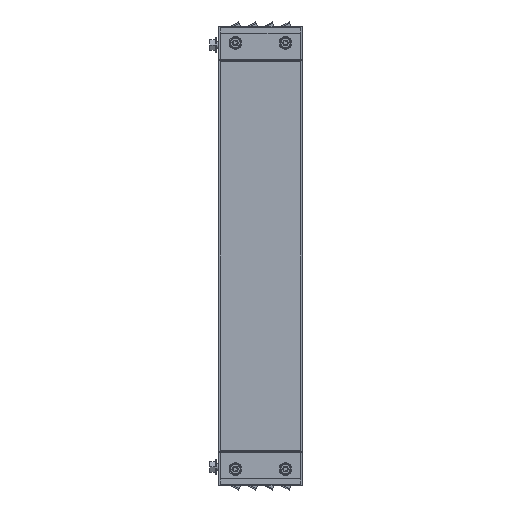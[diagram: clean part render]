
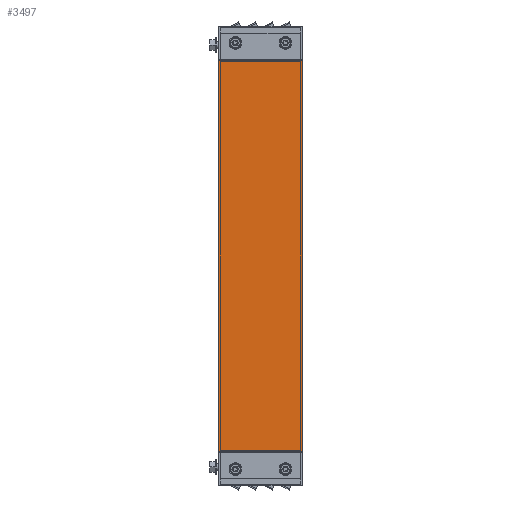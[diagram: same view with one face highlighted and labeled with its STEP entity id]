
A CAD part, left-side view. The second image highlights one B-rep face of the part: STEP entity #3497.
In plain terms, the highlighted planar face has unit normal (-1, 0, 0).
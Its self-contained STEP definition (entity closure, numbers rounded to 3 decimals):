
#167 = CARTESIAN_POINT ( 'NONE',  ( 0., -100., 534.6 ) ) ;
#831 = AXIS2_PLACEMENT_3D ( 'NONE', #13934, #10375, #2575 ) ;
#929 = CARTESIAN_POINT ( 'NONE',  ( 0., -100., 65.4 ) ) ;
#1390 = LINE ( 'NONE', #10535, #9110 ) ;
#1401 = EDGE_CURVE ( 'NONE', #3987, #2018, #12135, .T. ) ;
#2018 = VERTEX_POINT ( 'NONE', #167 ) ;
#2259 = CARTESIAN_POINT ( 'NONE',  ( 0., 0., 65.4 ) ) ;
#2575 = DIRECTION ( 'NONE',  ( 0., 0., 1. ) ) ;
#2721 = VECTOR ( 'NONE', #7505, 1000. ) ;
#2937 = EDGE_CURVE ( 'NONE', #9135, #3597, #11649, .T. ) ;
#3118 = DIRECTION ( 'NONE',  ( 0., -1., 0. ) ) ;
#3207 = VECTOR ( 'NONE', #3118, 1000. ) ;
#3497 = ADVANCED_FACE ( 'NONE', ( #8254 ), #9248, .T. ) ;
#3597 = VERTEX_POINT ( 'NONE', #13245 ) ;
#3987 = VERTEX_POINT ( 'NONE', #14218 ) ;
#4583 = ORIENTED_EDGE ( 'NONE', *, *, #13013, .T. ) ;
#4832 = VECTOR ( 'NONE', #9000, 1000. ) ;
#5089 = CARTESIAN_POINT ( 'NONE',  ( 0., 0., 534.6 ) ) ;
#7505 = DIRECTION ( 'NONE',  ( 0., 0., 1. ) ) ;
#8254 = FACE_OUTER_BOUND ( 'NONE', #8870, .T. ) ;
#8870 = EDGE_LOOP ( 'NONE', ( #14389, #14479, #4583, #10033 ) ) ;
#8882 = CARTESIAN_POINT ( 'NONE',  ( 0., 0., 65.4 ) ) ;
#9000 = DIRECTION ( 'NONE',  ( 0., 0., -1. ) ) ;
#9110 = VECTOR ( 'NONE', #9617, 1000. ) ;
#9135 = VERTEX_POINT ( 'NONE', #5089 ) ;
#9248 = PLANE ( 'NONE',  #831 ) ;
#9617 = DIRECTION ( 'NONE',  ( 0., 1., 0. ) ) ;
#10033 = ORIENTED_EDGE ( 'NONE', *, *, #2937, .T. ) ;
#10375 = DIRECTION ( 'NONE',  ( -1., 0., 0. ) ) ;
#10535 = CARTESIAN_POINT ( 'NONE',  ( 0., 0., 534.6 ) ) ;
#10799 = EDGE_CURVE ( 'NONE', #3597, #3987, #12296, .T. ) ;
#11649 = LINE ( 'NONE', #2259, #4832 ) ;
#12135 = LINE ( 'NONE', #929, #2721 ) ;
#12296 = LINE ( 'NONE', #8882, #3207 ) ;
#13013 = EDGE_CURVE ( 'NONE', #2018, #9135, #1390, .T. ) ;
#13245 = CARTESIAN_POINT ( 'NONE',  ( 0., 0., 65.4 ) ) ;
#13934 = CARTESIAN_POINT ( 'NONE',  ( 0., 0., 0. ) ) ;
#14218 = CARTESIAN_POINT ( 'NONE',  ( 0., -100., 65.4 ) ) ;
#14389 = ORIENTED_EDGE ( 'NONE', *, *, #10799, .T. ) ;
#14479 = ORIENTED_EDGE ( 'NONE', *, *, #1401, .T. ) ;
